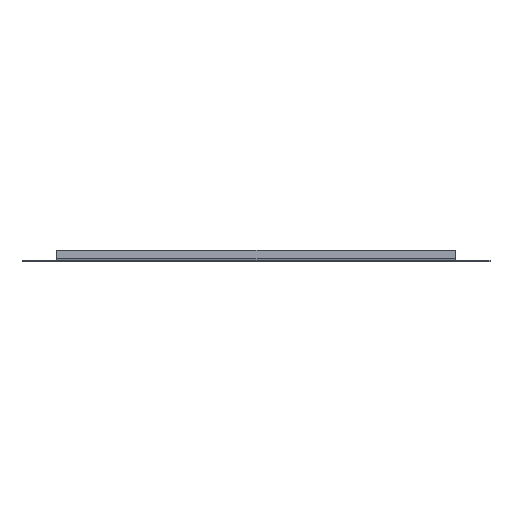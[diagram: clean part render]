
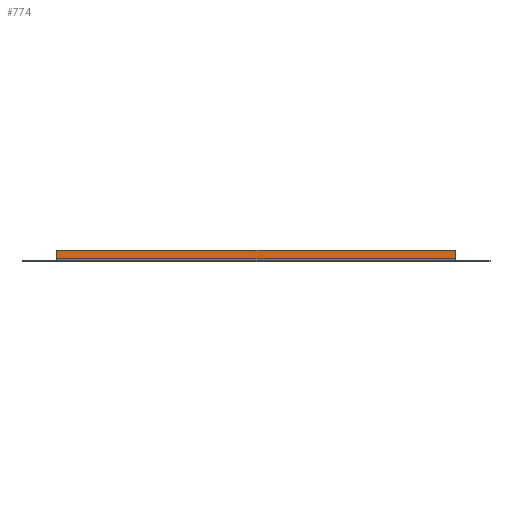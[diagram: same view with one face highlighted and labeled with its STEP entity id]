
A CAD part, front view. The second image highlights one B-rep face of the part: STEP entity #774.
In plain terms, the highlighted planar face has unit normal (0, -1, 0).
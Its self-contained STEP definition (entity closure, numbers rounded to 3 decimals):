
#9 = LINE ( 'NONE', #647, #781 ) ;
#44 = CARTESIAN_POINT ( 'NONE',  ( 293.5, -2., 7. ) ) ;
#59 = VERTEX_POINT ( 'NONE', #141 ) ;
#85 = DIRECTION ( 'NONE',  ( 0., 1., 0. ) ) ;
#88 = ORIENTED_EDGE ( 'NONE', *, *, #877, .F. ) ;
#91 = ORIENTED_EDGE ( 'NONE', *, *, #910, .F. ) ;
#102 = DIRECTION ( 'NONE',  ( 0., 0., -1. ) ) ;
#141 = CARTESIAN_POINT ( 'NONE',  ( 23.5, -2., 1. ) ) ;
#212 = ORIENTED_EDGE ( 'NONE', *, *, #987, .F. ) ;
#238 = DIRECTION ( 'NONE',  ( 0., 0., 1. ) ) ;
#285 = CARTESIAN_POINT ( 'NONE',  ( 293.5, -2., 1. ) ) ;
#287 = CARTESIAN_POINT ( 'NONE',  ( 0., -2., 0. ) ) ;
#323 = VECTOR ( 'NONE', #1028, 1000. ) ;
#325 = LINE ( 'NONE', #960, #1302 ) ;
#371 = VECTOR ( 'NONE', #102, 1000. ) ;
#393 = EDGE_CURVE ( 'NONE', #1151, #59, #1262, .T. ) ;
#405 = DIRECTION ( 'NONE',  ( 0., 0., -1. ) ) ;
#481 = EDGE_LOOP ( 'NONE', ( #895, #88, #212, #91 ) ) ;
#489 = CARTESIAN_POINT ( 'NONE',  ( 293.5, -2., 0. ) ) ;
#494 = CARTESIAN_POINT ( 'NONE',  ( 23.5, -2., 7. ) ) ;
#647 = CARTESIAN_POINT ( 'NONE',  ( 293.5, -2., 7. ) ) ;
#759 = VERTEX_POINT ( 'NONE', #44 ) ;
#774 = ADVANCED_FACE ( 'NONE', ( #1287 ), #1128, .F. ) ;
#781 = VECTOR ( 'NONE', #1049, 1000. ) ;
#877 = EDGE_CURVE ( 'NONE', #759, #1151, #904, .T. ) ;
#879 = VERTEX_POINT ( 'NONE', #494 ) ;
#895 = ORIENTED_EDGE ( 'NONE', *, *, #393, .F. ) ;
#904 = LINE ( 'NONE', #489, #371 ) ;
#910 = EDGE_CURVE ( 'NONE', #59, #879, #325, .T. ) ;
#944 = AXIS2_PLACEMENT_3D ( 'NONE', #287, #85, #405 ) ;
#960 = CARTESIAN_POINT ( 'NONE',  ( 23.5, -2., 7. ) ) ;
#987 = EDGE_CURVE ( 'NONE', #879, #759, #9, .T. ) ;
#1028 = DIRECTION ( 'NONE',  ( -1., 0., 0. ) ) ;
#1045 = CARTESIAN_POINT ( 'NONE',  ( 23.5, -2., 1. ) ) ;
#1049 = DIRECTION ( 'NONE',  ( 1., 0., 0. ) ) ;
#1128 = PLANE ( 'NONE',  #944 ) ;
#1151 = VERTEX_POINT ( 'NONE', #285 ) ;
#1262 = LINE ( 'NONE', #1045, #323 ) ;
#1287 = FACE_OUTER_BOUND ( 'NONE', #481, .T. ) ;
#1302 = VECTOR ( 'NONE', #238, 1000. ) ;
